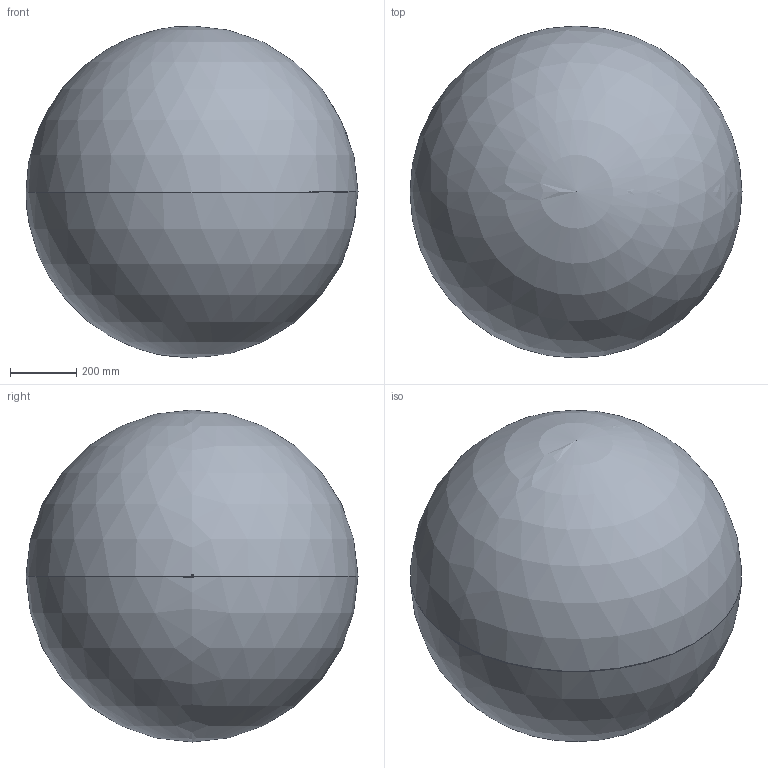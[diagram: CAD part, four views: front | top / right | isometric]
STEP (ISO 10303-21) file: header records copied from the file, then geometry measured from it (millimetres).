
FILE_DESCRIPTION (( 'STEP AP203' ), '1' );
FILE_NAME ('1000-EHK.step', '2019-09-23T08:29:44', ( '' ), ( '' ), 'SwSTEP 2.0', 'SolidWorks 2015', '' );
FILE_SCHEMA (( 'CONFIG_CONTROL_DESIGN' ));
Length unit declared in the file: millimetre
Products named in the file (1): 1000-EHK
Bounding box: 1000 x 1000 x 1000 mm (x, y, z)
Volume: 7503689.7 mm3; surface area: 6253107.5 mm2
Topology: 1 solids, 2 shells, 201 faces, 543 edges, 362 vertices
Faces by surface type: plane 99, bspline 75, sphere 27
Entity records: 9715 total; most frequent: CARTESIAN_POINT 4956, ORIENTED_EDGE 1066, DIRECTION 838, EDGE_CURVE 533, VERTEX_POINT 356, AXIS2_PLACEMENT_3D 332, EDGE_LOOP 221, CIRCLE 205
